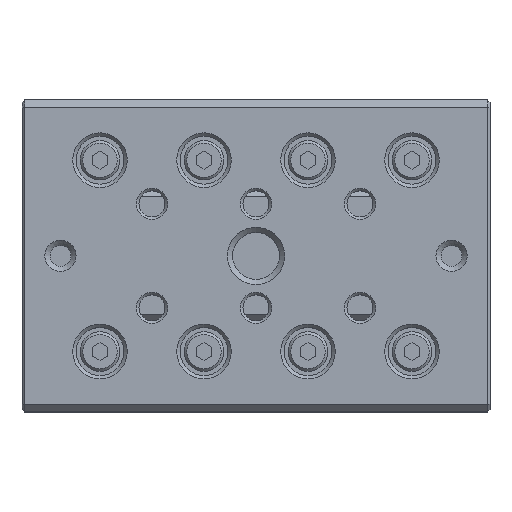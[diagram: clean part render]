
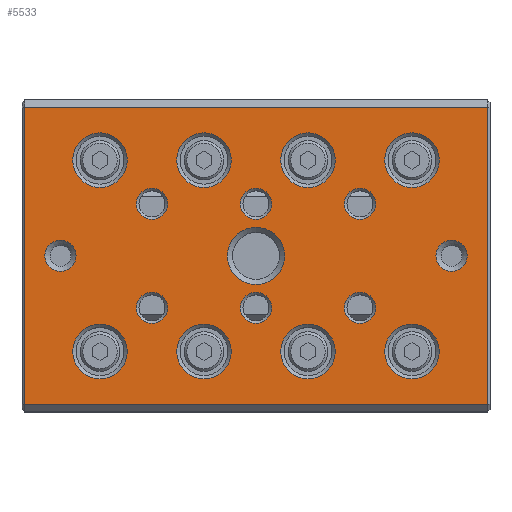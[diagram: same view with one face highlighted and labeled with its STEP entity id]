
A CAD part, top view. The second image highlights one B-rep face of the part: STEP entity #5533.
In plain terms, the highlighted planar face has unit normal (0, 0, 1).
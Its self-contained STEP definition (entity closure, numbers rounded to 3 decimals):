
#4892=FACE_BOUND('',#8236,.T.);
#4893=FACE_BOUND('',#8237,.T.);
#4894=FACE_BOUND('',#8238,.T.);
#4895=FACE_BOUND('',#8239,.T.);
#4896=FACE_BOUND('',#8240,.T.);
#4897=FACE_BOUND('',#8241,.T.);
#4898=FACE_BOUND('',#8242,.T.);
#4899=FACE_BOUND('',#8243,.T.);
#4900=FACE_BOUND('',#8244,.T.);
#4901=FACE_BOUND('',#8245,.T.);
#4902=FACE_BOUND('',#8246,.T.);
#4903=FACE_BOUND('',#8247,.T.);
#4904=FACE_BOUND('',#8248,.T.);
#4905=FACE_BOUND('',#8249,.T.);
#4906=FACE_BOUND('',#8250,.T.);
#4907=FACE_BOUND('',#8251,.T.);
#4908=FACE_BOUND('',#8252,.T.);
#4909=FACE_BOUND('',#8253,.T.);
#5230=CIRCLE('',#22063,2.75);
#5231=CIRCLE('',#22064,1.5);
#5232=CIRCLE('',#22065,1.5);
#5233=CIRCLE('',#22066,1.5);
#5234=CIRCLE('',#22067,1.5);
#5235=CIRCLE('',#22068,1.5);
#5236=CIRCLE('',#22069,1.5);
#5237=CIRCLE('',#22070,1.5);
#5238=CIRCLE('',#22071,1.5);
#5239=CIRCLE('',#22072,2.625);
#5240=CIRCLE('',#22073,2.625);
#5241=CIRCLE('',#22074,2.625);
#5242=CIRCLE('',#22075,2.625);
#5243=CIRCLE('',#22076,2.625);
#5244=CIRCLE('',#22077,2.625);
#5245=CIRCLE('',#22078,2.625);
#5246=CIRCLE('',#22079,2.625);
#5533=ADVANCED_FACE('',(#4892,#4893,#4894,#4895,#4896,#4897,#4898,#4899,
#4900,#4901,#4902,#4903,#4904,#4905,#4906,#4907,#4908,#4909),#6497,.F.);
#6497=PLANE('',#22080);
#8236=EDGE_LOOP('',(#10456));
#8237=EDGE_LOOP('',(#10457));
#8238=EDGE_LOOP('',(#10458));
#8239=EDGE_LOOP('',(#10459));
#8240=EDGE_LOOP('',(#10460));
#8241=EDGE_LOOP('',(#10461));
#8242=EDGE_LOOP('',(#10462));
#8243=EDGE_LOOP('',(#10463));
#8244=EDGE_LOOP('',(#10464));
#8245=EDGE_LOOP('',(#10465));
#8246=EDGE_LOOP('',(#10466));
#8247=EDGE_LOOP('',(#10467));
#8248=EDGE_LOOP('',(#10468));
#8249=EDGE_LOOP('',(#10469));
#8250=EDGE_LOOP('',(#10470));
#8251=EDGE_LOOP('',(#10471));
#8252=EDGE_LOOP('',(#10472));
#8253=EDGE_LOOP('',(#10473,#10474,#10475,#10476));
#10456=ORIENTED_EDGE('',*,*,#16525,.T.);
#10457=ORIENTED_EDGE('',*,*,#16526,.F.);
#10458=ORIENTED_EDGE('',*,*,#16527,.T.);
#10459=ORIENTED_EDGE('',*,*,#16528,.T.);
#10460=ORIENTED_EDGE('',*,*,#16529,.T.);
#10461=ORIENTED_EDGE('',*,*,#16530,.T.);
#10462=ORIENTED_EDGE('',*,*,#16531,.T.);
#10463=ORIENTED_EDGE('',*,*,#16532,.T.);
#10464=ORIENTED_EDGE('',*,*,#16533,.T.);
#10465=ORIENTED_EDGE('',*,*,#16534,.T.);
#10466=ORIENTED_EDGE('',*,*,#16535,.T.);
#10467=ORIENTED_EDGE('',*,*,#16536,.T.);
#10468=ORIENTED_EDGE('',*,*,#16537,.T.);
#10469=ORIENTED_EDGE('',*,*,#16538,.T.);
#10470=ORIENTED_EDGE('',*,*,#16539,.T.);
#10471=ORIENTED_EDGE('',*,*,#16540,.T.);
#10472=ORIENTED_EDGE('',*,*,#16541,.T.);
#10473=ORIENTED_EDGE('',*,*,#16542,.T.);
#10474=ORIENTED_EDGE('',*,*,#16543,.T.);
#10475=ORIENTED_EDGE('',*,*,#16544,.T.);
#10476=ORIENTED_EDGE('',*,*,#16545,.T.);
#14758=VERTEX_POINT('',#29028);
#14759=VERTEX_POINT('',#29030);
#14760=VERTEX_POINT('',#29032);
#14761=VERTEX_POINT('',#29034);
#14762=VERTEX_POINT('',#29036);
#14763=VERTEX_POINT('',#29038);
#14764=VERTEX_POINT('',#29040);
#14765=VERTEX_POINT('',#29042);
#14766=VERTEX_POINT('',#29044);
#14767=VERTEX_POINT('',#29046);
#14768=VERTEX_POINT('',#29048);
#14769=VERTEX_POINT('',#29050);
#14770=VERTEX_POINT('',#29052);
#14771=VERTEX_POINT('',#29054);
#14772=VERTEX_POINT('',#29056);
#14773=VERTEX_POINT('',#29058);
#14774=VERTEX_POINT('',#29060);
#14775=VERTEX_POINT('',#29062);
#14776=VERTEX_POINT('',#29063);
#14777=VERTEX_POINT('',#29065);
#14778=VERTEX_POINT('',#29067);
#16525=EDGE_CURVE('',#14758,#14758,#5230,.T.);
#16526=EDGE_CURVE('',#14759,#14759,#5231,.T.);
#16527=EDGE_CURVE('',#14760,#14760,#5232,.T.);
#16528=EDGE_CURVE('',#14761,#14761,#5233,.T.);
#16529=EDGE_CURVE('',#14762,#14762,#5234,.T.);
#16530=EDGE_CURVE('',#14763,#14763,#5235,.T.);
#16531=EDGE_CURVE('',#14764,#14764,#5236,.T.);
#16532=EDGE_CURVE('',#14765,#14765,#5237,.T.);
#16533=EDGE_CURVE('',#14766,#14766,#5238,.T.);
#16534=EDGE_CURVE('',#14767,#14767,#5239,.T.);
#16535=EDGE_CURVE('',#14768,#14768,#5240,.T.);
#16536=EDGE_CURVE('',#14769,#14769,#5241,.T.);
#16537=EDGE_CURVE('',#14770,#14770,#5242,.T.);
#16538=EDGE_CURVE('',#14771,#14771,#5243,.T.);
#16539=EDGE_CURVE('',#14772,#14772,#5244,.T.);
#16540=EDGE_CURVE('',#14773,#14773,#5245,.T.);
#16541=EDGE_CURVE('',#14774,#14774,#5246,.T.);
#16542=EDGE_CURVE('',#14775,#14776,#18688,.T.);
#16543=EDGE_CURVE('',#14776,#14777,#18689,.T.);
#16544=EDGE_CURVE('',#14777,#14778,#18690,.T.);
#16545=EDGE_CURVE('',#14778,#14775,#18691,.T.);
#18688=LINE('',#29061,#20540);
#18689=LINE('',#29064,#20541);
#18690=LINE('',#29066,#20542);
#18691=LINE('',#29068,#20543);
#20540=VECTOR('',#24036,1.);
#20541=VECTOR('',#24037,1.);
#20542=VECTOR('',#24038,1.);
#20543=VECTOR('',#24039,1.);
#22063=AXIS2_PLACEMENT_3D('',#29027,#24002,#24003);
#22064=AXIS2_PLACEMENT_3D('',#29029,#24004,#24005);
#22065=AXIS2_PLACEMENT_3D('',#29031,#24006,#24007);
#22066=AXIS2_PLACEMENT_3D('',#29033,#24008,#24009);
#22067=AXIS2_PLACEMENT_3D('',#29035,#24010,#24011);
#22068=AXIS2_PLACEMENT_3D('',#29037,#24012,#24013);
#22069=AXIS2_PLACEMENT_3D('',#29039,#24014,#24015);
#22070=AXIS2_PLACEMENT_3D('',#29041,#24016,#24017);
#22071=AXIS2_PLACEMENT_3D('',#29043,#24018,#24019);
#22072=AXIS2_PLACEMENT_3D('',#29045,#24020,#24021);
#22073=AXIS2_PLACEMENT_3D('',#29047,#24022,#24023);
#22074=AXIS2_PLACEMENT_3D('',#29049,#24024,#24025);
#22075=AXIS2_PLACEMENT_3D('',#29051,#24026,#24027);
#22076=AXIS2_PLACEMENT_3D('',#29053,#24028,#24029);
#22077=AXIS2_PLACEMENT_3D('',#29055,#24030,#24031);
#22078=AXIS2_PLACEMENT_3D('',#29057,#24032,#24033);
#22079=AXIS2_PLACEMENT_3D('',#29059,#24034,#24035);
#22080=AXIS2_PLACEMENT_3D('',#29069,#24040,#24041);
#24002=DIRECTION('',(0.,0.,-1.));
#24003=DIRECTION('',(-1.,0.,0.));
#24004=DIRECTION('',(0.,0.,1.));
#24005=DIRECTION('',(1.,0.,0.));
#24006=DIRECTION('',(0.,0.,-1.));
#24007=DIRECTION('',(-1.,0.,0.));
#24008=DIRECTION('',(0.,0.,-1.));
#24009=DIRECTION('',(-1.,0.,0.));
#24010=DIRECTION('',(0.,0.,-1.));
#24011=DIRECTION('',(-1.,0.,0.));
#24012=DIRECTION('',(0.,0.,-1.));
#24013=DIRECTION('',(-1.,0.,0.));
#24014=DIRECTION('',(0.,0.,-1.));
#24015=DIRECTION('',(-1.,0.,0.));
#24016=DIRECTION('',(0.,0.,-1.));
#24017=DIRECTION('',(-1.,0.,0.));
#24018=DIRECTION('',(0.,0.,-1.));
#24019=DIRECTION('',(-1.,0.,0.));
#24020=DIRECTION('',(0.,0.,-1.));
#24021=DIRECTION('',(-1.,0.,0.));
#24022=DIRECTION('',(0.,0.,-1.));
#24023=DIRECTION('',(-1.,0.,0.));
#24024=DIRECTION('',(0.,0.,-1.));
#24025=DIRECTION('',(-1.,0.,0.));
#24026=DIRECTION('',(0.,0.,-1.));
#24027=DIRECTION('',(-1.,0.,0.));
#24028=DIRECTION('',(0.,0.,-1.));
#24029=DIRECTION('',(-1.,0.,0.));
#24030=DIRECTION('',(0.,0.,-1.));
#24031=DIRECTION('',(-1.,0.,0.));
#24032=DIRECTION('',(0.,0.,-1.));
#24033=DIRECTION('',(-1.,0.,0.));
#24034=DIRECTION('',(0.,0.,-1.));
#24035=DIRECTION('',(-1.,0.,0.));
#24036=DIRECTION('',(1.,0.,0.));
#24037=DIRECTION('',(0.,1.,0.));
#24038=DIRECTION('',(-1.,0.,0.));
#24039=DIRECTION('',(0.,-1.,0.));
#24040=DIRECTION('',(0.,0.,-1.));
#24041=DIRECTION('',(1.,0.,0.));
#29027=CARTESIAN_POINT('',(102.5,15.,15.));
#29028=CARTESIAN_POINT('',(99.75,15.,15.));
#29029=CARTESIAN_POINT('',(121.3,15.,15.));
#29030=CARTESIAN_POINT('',(122.8,15.,15.));
#29031=CARTESIAN_POINT('',(83.7,15.,15.));
#29032=CARTESIAN_POINT('',(82.2,15.,15.));
#29033=CARTESIAN_POINT('',(112.5,10.,15.));
#29034=CARTESIAN_POINT('',(111.,10.,15.));
#29035=CARTESIAN_POINT('',(112.5,20.,15.));
#29036=CARTESIAN_POINT('',(111.,20.,15.));
#29037=CARTESIAN_POINT('',(102.5,10.,15.));
#29038=CARTESIAN_POINT('',(101.,10.,15.));
#29039=CARTESIAN_POINT('',(102.5,20.,15.));
#29040=CARTESIAN_POINT('',(101.,20.,15.));
#29041=CARTESIAN_POINT('',(92.5,10.,15.));
#29042=CARTESIAN_POINT('',(91.,10.,15.));
#29043=CARTESIAN_POINT('',(92.5,20.,15.));
#29044=CARTESIAN_POINT('',(91.,20.,15.));
#29045=CARTESIAN_POINT('',(117.5,5.8,15.));
#29046=CARTESIAN_POINT('',(114.875,5.8,15.));
#29047=CARTESIAN_POINT('',(117.5,24.2,15.));
#29048=CARTESIAN_POINT('',(114.875,24.2,15.));
#29049=CARTESIAN_POINT('',(107.5,5.8,15.));
#29050=CARTESIAN_POINT('',(104.875,5.8,15.));
#29051=CARTESIAN_POINT('',(107.5,24.2,15.));
#29052=CARTESIAN_POINT('',(104.875,24.2,15.));
#29053=CARTESIAN_POINT('',(97.5,5.8,15.));
#29054=CARTESIAN_POINT('',(94.875,5.8,15.));
#29055=CARTESIAN_POINT('',(97.5,24.2,15.));
#29056=CARTESIAN_POINT('',(94.875,24.2,15.));
#29057=CARTESIAN_POINT('',(87.5,5.8,15.));
#29058=CARTESIAN_POINT('',(84.875,5.8,15.));
#29059=CARTESIAN_POINT('',(87.5,24.2,15.));
#29060=CARTESIAN_POINT('',(84.875,24.2,15.));
#29061=CARTESIAN_POINT('',(125.,0.7,15.));
#29062=CARTESIAN_POINT('',(80.25,0.7,15.));
#29063=CARTESIAN_POINT('',(124.75,0.7,15.));
#29064=CARTESIAN_POINT('',(124.75,30.,15.));
#29065=CARTESIAN_POINT('',(124.75,29.3,15.));
#29066=CARTESIAN_POINT('',(125.,29.3,15.));
#29067=CARTESIAN_POINT('',(80.25,29.3,15.));
#29068=CARTESIAN_POINT('',(80.25,0.7,15.));
#29069=CARTESIAN_POINT('',(125.,30.,15.));
